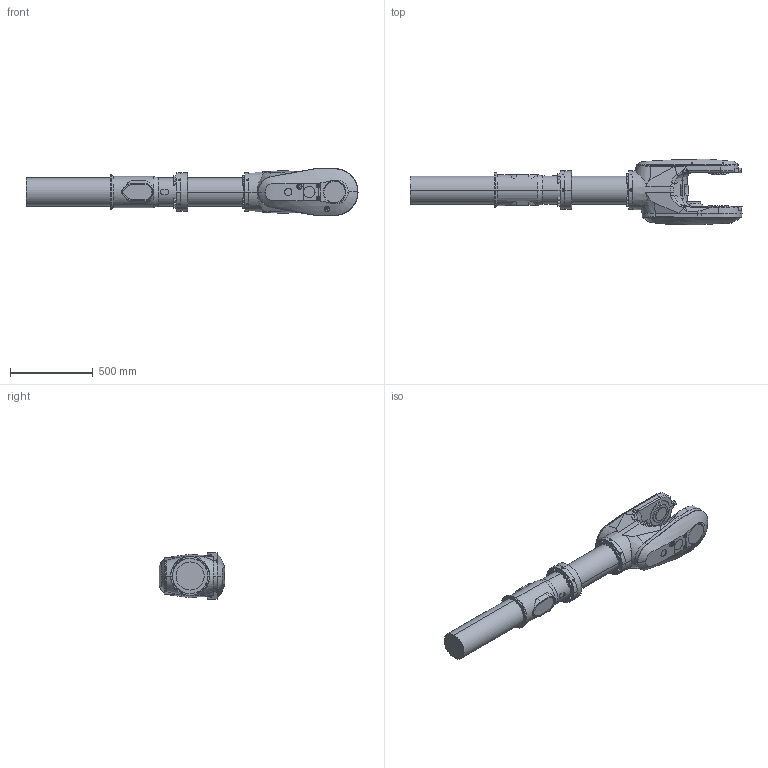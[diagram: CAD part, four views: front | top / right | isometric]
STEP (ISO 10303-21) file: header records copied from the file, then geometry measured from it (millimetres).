
FILE_DESCRIPTION (( 'STEP AP203' ), '1' );
FILE_NAME ('LINK04_CAD_Default_sldprt.STEP', '2024-04-07T16:14:14', ( '' ), ( '' ), 'SwSTEP 2.0', 'SolidWorks 2022', '' );
FILE_SCHEMA (( 'CONFIG_CONTROL_DESIGN' ));
Length unit declared in the file: millimetre
Products named in the file (1): LINK04_CAD_Default_sldprt
Bounding box: 2009.5 x 395 x 284 mm (x, y, z)
Volume: 70833498.3 mm3; surface area: 1714311.8 mm2
Topology: 1 solids, 1 shells, 714 faces, 1760 edges, 1097 vertices
Faces by surface type: plane 300, cylinder 200, cone 144, bspline 64, torus 6
Entity records: 38737 total; most frequent: CARTESIAN_POINT 22848, ORIENTED_EDGE 3448, DIRECTION 3017, EDGE_CURVE 1724, VERTEX_POINT 1097, AXIS2_PLACEMENT_3D 1089, LINE 839, VECTOR 839
